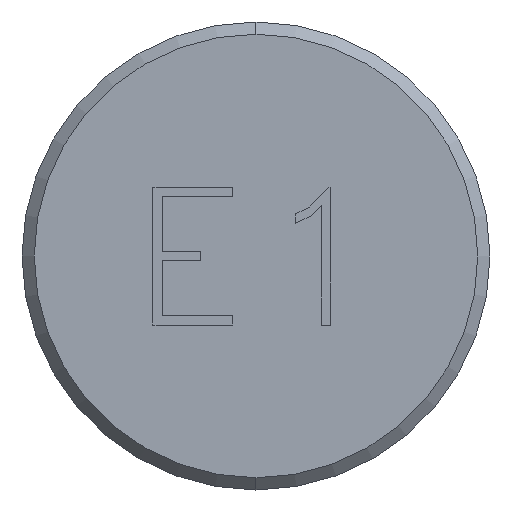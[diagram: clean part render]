
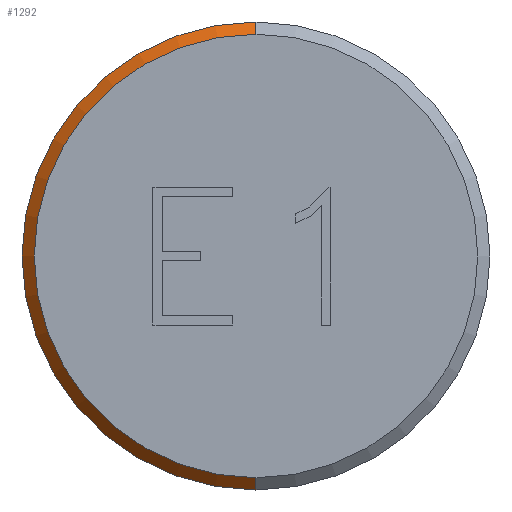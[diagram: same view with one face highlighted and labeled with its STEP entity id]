
A CAD part, left-side view. The second image highlights one B-rep face of the part: STEP entity #1292.
In plain terms, the highlighted conical face has half-angle 45 degrees and reference radius 12.45 mm.
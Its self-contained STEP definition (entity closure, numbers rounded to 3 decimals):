
#75 = LINE ( 'NONE', #1821, #2870 ) ;
#213 = DIRECTION ( 'NONE',  ( 0., 0., -1. ) ) ;
#234 = VERTEX_POINT ( 'NONE', #1962 ) ;
#299 = VECTOR ( 'NONE', #1057, 1000. ) ;
#421 = AXIS2_PLACEMENT_3D ( 'NONE', #1559, #2560, #2360 ) ;
#504 = ORIENTED_EDGE ( 'NONE', *, *, #2987, .T. ) ;
#645 = VERTEX_POINT ( 'NONE', #3061 ) ;
#759 = AXIS2_PLACEMENT_3D ( 'NONE', #2925, #898, #2684 ) ;
#816 = CARTESIAN_POINT ( 'NONE',  ( 0.65, 0., 12.45 ) ) ;
#898 = DIRECTION ( 'NONE',  ( 1., 0., 0. ) ) ;
#917 = CIRCLE ( 'NONE', #759, 11.8 ) ;
#1018 = CIRCLE ( 'NONE', #421, 12.45 ) ;
#1057 = DIRECTION ( 'NONE',  ( 0.707, 0., -0.707 ) ) ;
#1108 = ORIENTED_EDGE ( 'NONE', *, *, #2404, .T. ) ;
#1198 = ORIENTED_EDGE ( 'NONE', *, *, #1567, .F. ) ;
#1206 = VERTEX_POINT ( 'NONE', #3110 ) ;
#1292 = ADVANCED_FACE ( 'NONE', ( #1452 ), #1532, .T. ) ;
#1452 = FACE_OUTER_BOUND ( 'NONE', #3238, .T. ) ;
#1476 = AXIS2_PLACEMENT_3D ( 'NONE', #3003, #1724, #213 ) ;
#1532 = CONICAL_SURFACE ( 'NONE', #1476, 12.45, 0.785 ) ;
#1559 = CARTESIAN_POINT ( 'NONE',  ( 0.65, 0., 0. ) ) ;
#1567 = EDGE_CURVE ( 'NONE', #1206, #234, #2135, .T. ) ;
#1645 = VERTEX_POINT ( 'NONE', #816 ) ;
#1724 = DIRECTION ( 'NONE',  ( 1., 0., 0. ) ) ;
#1821 = CARTESIAN_POINT ( 'NONE',  ( 0.65, 0., 12.45 ) ) ;
#1962 = CARTESIAN_POINT ( 'NONE',  ( 0.65, 0., -12.45 ) ) ;
#2114 = CARTESIAN_POINT ( 'NONE',  ( 0.65, 0., -12.45 ) ) ;
#2135 = LINE ( 'NONE', #2114, #299 ) ;
#2295 = EDGE_CURVE ( 'NONE', #234, #1645, #1018, .T. ) ;
#2360 = DIRECTION ( 'NONE',  ( 0., 0., -1. ) ) ;
#2404 = EDGE_CURVE ( 'NONE', #1206, #645, #917, .T. ) ;
#2560 = DIRECTION ( 'NONE',  ( 1., 0., 0. ) ) ;
#2684 = DIRECTION ( 'NONE',  ( 0., 0., -1. ) ) ;
#2846 = DIRECTION ( 'NONE',  ( 0.707, 0., 0.707 ) ) ;
#2870 = VECTOR ( 'NONE', #2846, 1000. ) ;
#2925 = CARTESIAN_POINT ( 'NONE',  ( 0., 0., 0. ) ) ;
#2987 = EDGE_CURVE ( 'NONE', #645, #1645, #75, .T. ) ;
#3003 = CARTESIAN_POINT ( 'NONE',  ( 0.65, 0., 0. ) ) ;
#3061 = CARTESIAN_POINT ( 'NONE',  ( 0., 0., 11.8 ) ) ;
#3110 = CARTESIAN_POINT ( 'NONE',  ( 0., 0., -11.8 ) ) ;
#3238 = EDGE_LOOP ( 'NONE', ( #1108, #504, #3301, #1198 ) ) ;
#3301 = ORIENTED_EDGE ( 'NONE', *, *, #2295, .F. ) ;
